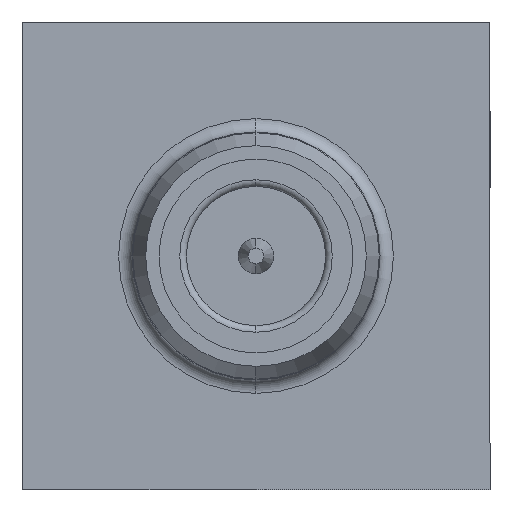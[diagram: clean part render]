
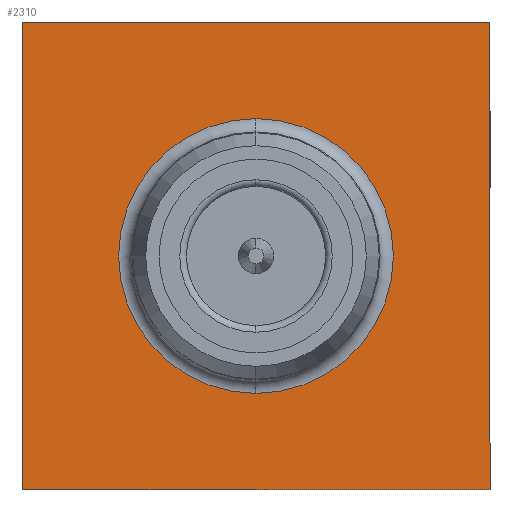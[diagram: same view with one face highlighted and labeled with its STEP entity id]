
A CAD part, left-side view. The second image highlights one B-rep face of the part: STEP entity #2310.
In plain terms, the highlighted planar face has unit normal (-1, 0, 0).
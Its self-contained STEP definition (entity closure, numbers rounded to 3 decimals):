
#16 = CARTESIAN_POINT ( 'NONE',  ( 5.9, -3.5, -3.5 ) ) ;
#70 = CARTESIAN_POINT ( 'NONE',  ( 5.9, -3.5, 0. ) ) ;
#86 = PLANE ( 'NONE',  #1506 ) ;
#163 = CIRCLE ( 'NONE', #2032, 2.055 ) ;
#166 = CARTESIAN_POINT ( 'NONE',  ( 5.9, 1.855, -3.5 ) ) ;
#522 = ORIENTED_EDGE ( 'NONE', *, *, #1057, .T. ) ;
#533 = CARTESIAN_POINT ( 'NONE',  ( 5.9, 3.5, 0. ) ) ;
#742 = EDGE_CURVE ( 'NONE', #2119, #2380, #763, .T. ) ;
#763 = LINE ( 'NONE', #2988, #1406 ) ;
#777 = FACE_BOUND ( 'NONE', #2561, .T. ) ;
#819 = VECTOR ( 'NONE', #2660, 1000. ) ;
#827 = EDGE_CURVE ( 'NONE', #3026, #2846, #2420, .T. ) ;
#857 = FACE_OUTER_BOUND ( 'NONE', #1687, .T. ) ;
#904 = CARTESIAN_POINT ( 'NONE',  ( 5.9, 0., 0. ) ) ;
#941 = VECTOR ( 'NONE', #1135, 1000. ) ;
#986 = CARTESIAN_POINT ( 'NONE',  ( 5.9, 0., 0. ) ) ;
#1035 = ORIENTED_EDGE ( 'NONE', *, *, #3326, .T. ) ;
#1047 = EDGE_CURVE ( 'NONE', #2326, #2037, #1854, .T. ) ;
#1057 = EDGE_CURVE ( 'NONE', #2846, #3026, #163, .T. ) ;
#1066 = CARTESIAN_POINT ( 'NONE',  ( 5.9, 0., -2.055 ) ) ;
#1100 = ORIENTED_EDGE ( 'NONE', *, *, #742, .T. ) ;
#1125 = CARTESIAN_POINT ( 'NONE',  ( 5.9, 0., 2.055 ) ) ;
#1128 = VECTOR ( 'NONE', #3119, 1000. ) ;
#1135 = DIRECTION ( 'NONE',  ( 0., 0., 1. ) ) ;
#1168 = CARTESIAN_POINT ( 'NONE',  ( 5.9, 1.855, 0. ) ) ;
#1171 = DIRECTION ( 'NONE',  ( 0., 0., -1. ) ) ;
#1229 = DIRECTION ( 'NONE',  ( 1., 0., 0. ) ) ;
#1406 = VECTOR ( 'NONE', #3208, 1000. ) ;
#1450 = DIRECTION ( 'NONE',  ( 0., 0., -1. ) ) ;
#1506 = AXIS2_PLACEMENT_3D ( 'NONE', #1168, #3016, #1450 ) ;
#1687 = EDGE_LOOP ( 'NONE', ( #1100, #3421, #1967, #1035 ) ) ;
#1854 = LINE ( 'NONE', #166, #1128 ) ;
#1967 = ORIENTED_EDGE ( 'NONE', *, *, #1047, .T. ) ;
#2009 = CARTESIAN_POINT ( 'NONE',  ( 5.9, 3.5, 3.5 ) ) ;
#2032 = AXIS2_PLACEMENT_3D ( 'NONE', #904, #2755, #1171 ) ;
#2037 = VERTEX_POINT ( 'NONE', #16 ) ;
#2114 = CARTESIAN_POINT ( 'NONE',  ( 5.9, -3.5, 3.5 ) ) ;
#2119 = VERTEX_POINT ( 'NONE', #2114 ) ;
#2205 = EDGE_CURVE ( 'NONE', #2380, #2326, #2930, .T. ) ;
#2248 = CARTESIAN_POINT ( 'NONE',  ( 5.9, 3.5, -3.5 ) ) ;
#2310 = ADVANCED_FACE ( 'NONE', ( #777, #857 ), #86, .F. ) ;
#2326 = VERTEX_POINT ( 'NONE', #2248 ) ;
#2335 = AXIS2_PLACEMENT_3D ( 'NONE', #986, #1229, #3312 ) ;
#2380 = VERTEX_POINT ( 'NONE', #2009 ) ;
#2420 = CIRCLE ( 'NONE', #2335, 2.055 ) ;
#2561 = EDGE_LOOP ( 'NONE', ( #522, #3333 ) ) ;
#2660 = DIRECTION ( 'NONE',  ( 0., 0., -1. ) ) ;
#2755 = DIRECTION ( 'NONE',  ( 1., 0., 0. ) ) ;
#2846 = VERTEX_POINT ( 'NONE', #1066 ) ;
#2930 = LINE ( 'NONE', #533, #819 ) ;
#2974 = LINE ( 'NONE', #70, #941 ) ;
#2988 = CARTESIAN_POINT ( 'NONE',  ( 5.9, 1.855, 3.5 ) ) ;
#3016 = DIRECTION ( 'NONE',  ( 1., 0., 0. ) ) ;
#3026 = VERTEX_POINT ( 'NONE', #1125 ) ;
#3119 = DIRECTION ( 'NONE',  ( 0., -1., 0. ) ) ;
#3208 = DIRECTION ( 'NONE',  ( 0., 1., 0. ) ) ;
#3312 = DIRECTION ( 'NONE',  ( 0., 0., -1. ) ) ;
#3326 = EDGE_CURVE ( 'NONE', #2037, #2119, #2974, .T. ) ;
#3333 = ORIENTED_EDGE ( 'NONE', *, *, #827, .T. ) ;
#3421 = ORIENTED_EDGE ( 'NONE', *, *, #2205, .T. ) ;
